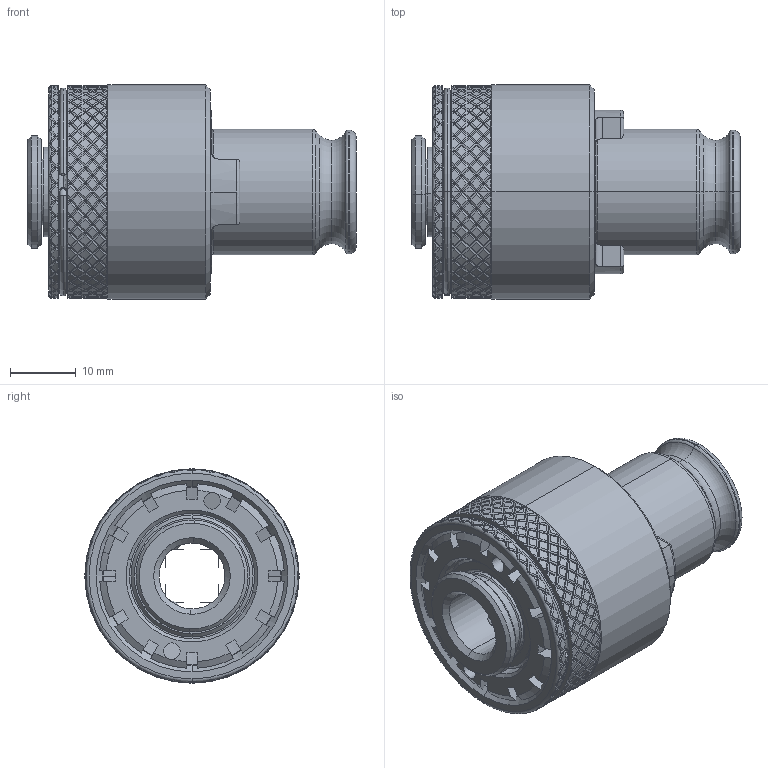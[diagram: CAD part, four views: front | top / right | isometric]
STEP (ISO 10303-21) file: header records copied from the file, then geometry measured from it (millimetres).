
FILE_DESCRIPTION (( 'STEP AP203' ), '1' );
FILE_NAME ('38-S.16.11.1010.STEP', '2019-04-16T05:44:47', ( 'Acer' ), ( '' ), 'SwSTEP 2.0', 'SolidWorks 2018', '' );
FILE_SCHEMA (( 'CONFIG_CONTROL_DESIGN' ));
Length unit declared in the file: millimetre
Products named in the file (1): 38-S.16.11.1010
Bounding box: 49.73 x 32.5 x 32.5 mm (x, y, z)
Surface area: 10301.4 mm2 (no closed solid volume)
Topology: 0 solids, 11 shells, 1856 faces, 4360 edges, 2460 vertices
Faces by surface type: bspline 1280, cylinder 421, plane 81, cone 37, torus 33, sphere 4
Entity records: 67751 total; most frequent: CARTESIAN_POINT 40766, ORIENTED_EDGE 8368, EDGE_CURVE 4348, DIRECTION 2490, VERTEX_POINT 2454, EDGE_LOOP 1870, FACE_OUTER_BOUND 1856, ADVANCED_FACE 1856
